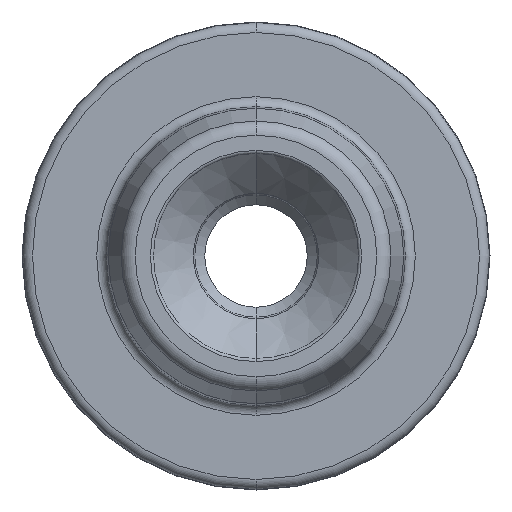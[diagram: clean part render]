
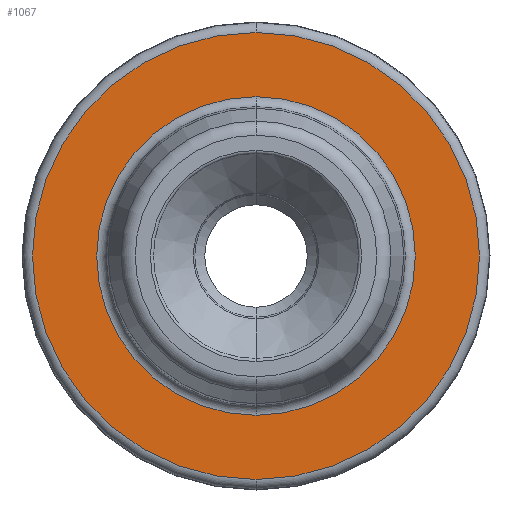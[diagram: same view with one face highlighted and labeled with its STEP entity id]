
A CAD part, front view. The second image highlights one B-rep face of the part: STEP entity #1067.
In plain terms, the highlighted planar face has unit normal (0, -1, 0).
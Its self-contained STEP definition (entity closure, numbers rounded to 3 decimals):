
#7 = CIRCLE ( 'NONE', #427, 22.448 ) ;
#113 = EDGE_LOOP ( 'NONE', ( #668, #515 ) ) ;
#152 = EDGE_LOOP ( 'NONE', ( #657, #1687 ) ) ;
#161 = DIRECTION ( 'NONE',  ( 0., 1., 0. ) ) ;
#186 = VERTEX_POINT ( 'NONE', #1085 ) ;
#221 = CARTESIAN_POINT ( 'NONE',  ( 0., -3.3, 16. ) ) ;
#240 = CARTESIAN_POINT ( 'NONE',  ( 0., -3.3, 0. ) ) ;
#278 = DIRECTION ( 'NONE',  ( 0., 0., 1. ) ) ;
#307 = CARTESIAN_POINT ( 'NONE',  ( 22.448, -3.3, 0. ) ) ;
#409 = AXIS2_PLACEMENT_3D ( 'NONE', #307, #828, #1306 ) ;
#414 = DIRECTION ( 'NONE',  ( 0., 0., 1. ) ) ;
#427 = AXIS2_PLACEMENT_3D ( 'NONE', #861, #161, #856 ) ;
#515 = ORIENTED_EDGE ( 'NONE', *, *, #1124, .T. ) ;
#575 = VERTEX_POINT ( 'NONE', #1630 ) ;
#594 = AXIS2_PLACEMENT_3D ( 'NONE', #774, #1783, #414 ) ;
#599 = EDGE_CURVE ( 'NONE', #575, #950, #7, .T. ) ;
#628 = EDGE_CURVE ( 'NONE', #1454, #186, #1044, .T. ) ;
#657 = ORIENTED_EDGE ( 'NONE', *, *, #1652, .F. ) ;
#668 = ORIENTED_EDGE ( 'NONE', *, *, #628, .T. ) ;
#679 = FACE_OUTER_BOUND ( 'NONE', #152, .T. ) ;
#714 = AXIS2_PLACEMENT_3D ( 'NONE', #240, #940, #802 ) ;
#718 = FACE_BOUND ( 'NONE', #113, .T. ) ;
#774 = CARTESIAN_POINT ( 'NONE',  ( 0., -3.3, 0. ) ) ;
#802 = DIRECTION ( 'NONE',  ( 0., 0., 1. ) ) ;
#828 = DIRECTION ( 'NONE',  ( 0., -1., 0. ) ) ;
#856 = DIRECTION ( 'NONE',  ( 0., 0., 1. ) ) ;
#861 = CARTESIAN_POINT ( 'NONE',  ( 0., -3.3, 0. ) ) ;
#940 = DIRECTION ( 'NONE',  ( 0., 1., 0. ) ) ;
#950 = VERTEX_POINT ( 'NONE', #1152 ) ;
#1006 = DIRECTION ( 'NONE',  ( 0., 1., 0. ) ) ;
#1043 = CIRCLE ( 'NONE', #594, 16. ) ;
#1044 = CIRCLE ( 'NONE', #714, 16. ) ;
#1067 = ADVANCED_FACE ( 'NONE', ( #718, #679 ), #1282, .T. ) ;
#1085 = CARTESIAN_POINT ( 'NONE',  ( 0., -3.3, -16. ) ) ;
#1124 = EDGE_CURVE ( 'NONE', #186, #1454, #1043, .T. ) ;
#1152 = CARTESIAN_POINT ( 'NONE',  ( 0., -3.3, 22.448 ) ) ;
#1282 = PLANE ( 'NONE',  #409 ) ;
#1306 = DIRECTION ( 'NONE',  ( 0., 0., -1. ) ) ;
#1349 = CIRCLE ( 'NONE', #1634, 22.448 ) ;
#1409 = CARTESIAN_POINT ( 'NONE',  ( 0., -3.3, 0. ) ) ;
#1454 = VERTEX_POINT ( 'NONE', #221 ) ;
#1630 = CARTESIAN_POINT ( 'NONE',  ( 0., -3.3, -22.448 ) ) ;
#1634 = AXIS2_PLACEMENT_3D ( 'NONE', #1409, #1006, #278 ) ;
#1652 = EDGE_CURVE ( 'NONE', #950, #575, #1349, .T. ) ;
#1687 = ORIENTED_EDGE ( 'NONE', *, *, #599, .F. ) ;
#1783 = DIRECTION ( 'NONE',  ( 0., 1., 0. ) ) ;
